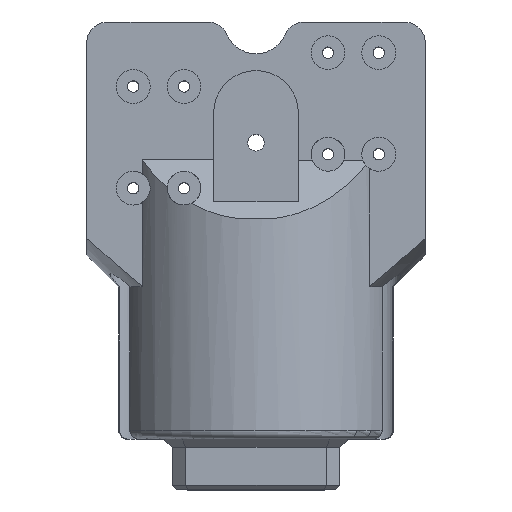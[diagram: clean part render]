
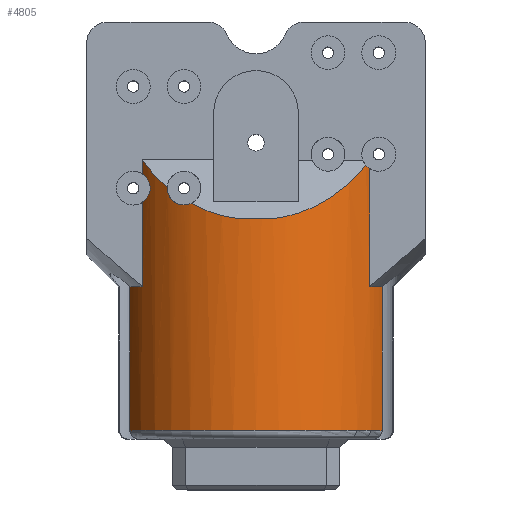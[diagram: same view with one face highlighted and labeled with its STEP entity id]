
A CAD part, top view. The second image highlights one B-rep face of the part: STEP entity #4805.
In plain terms, the highlighted cylindrical face has radius 32.5 mm (diameter 65 mm), a partial arc.
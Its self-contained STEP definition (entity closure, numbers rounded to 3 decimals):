
#665=CARTESIAN_POINT('',(26.892,63.85,18.25));
#666=CARTESIAN_POINT('',(26.786,63.916,18.407));
#667=CARTESIAN_POINT('',(26.572,64.062,18.715));
#668=CARTESIAN_POINT('',(26.251,64.333,19.163));
#669=CARTESIAN_POINT('',(26.043,64.551,19.443));
#670=CARTESIAN_POINT('',(25.941,64.672,19.578));
#672=DIRECTION('',(0.,-1.,0.));
#673=VECTOR('',#672,27.85);
#674=CARTESIAN_POINT('',(26.892,63.85,18.25));
#675=LINE('',#674,#673);
#676=CARTESIAN_POINT('',(0.,36.,0.));
#677=DIRECTION('',(0.,-1.,0.));
#678=DIRECTION('',(0.917,0.,0.399));
#679=AXIS2_PLACEMENT_3D('',#676,#677,#678);
#681=DIRECTION('',(0.,1.,0.));
#682=VECTOR('',#681,34.);
#683=CARTESIAN_POINT('',(29.8,2.,12.97));
#684=LINE('',#683,#682);
#685=CARTESIAN_POINT('',(0.,2.,0.));
#686=DIRECTION('',(0.,-1.,0.));
#687=DIRECTION('',(0.917,0.,0.399));
#688=AXIS2_PLACEMENT_3D('',#685,#686,#687);
#690=DIRECTION('',(0.,1.,0.));
#691=VECTOR('',#690,34.);
#692=CARTESIAN_POINT('',(-29.79,2.,12.992));
#693=LINE('',#692,#691);
#694=CARTESIAN_POINT('',(0.,36.,0.));
#695=DIRECTION('',(0.,-1.,0.));
#696=DIRECTION('',(-0.827,0.,0.562));
#697=AXIS2_PLACEMENT_3D('',#694,#695,#696);
#699=DIRECTION('',(0.,1.,0.));
#700=VECTOR('',#699,19.85);
#701=CARTESIAN_POINT('',(-26.892,36.,18.25));
#702=LINE('',#701,#700);
#703=CARTESIAN_POINT('',(-26.892,62.65,18.25));
#704=CARTESIAN_POINT('',(-26.682,62.519,18.56));
#705=CARTESIAN_POINT('',(-26.287,62.221,19.119));
#706=CARTESIAN_POINT('',(-25.777,61.659,19.799));
#707=CARTESIAN_POINT('',(-25.384,61.012,20.298));
#708=CARTESIAN_POINT('',(-25.123,60.322,20.619));
#709=CARTESIAN_POINT('',(-24.993,59.595,20.775));
#710=CARTESIAN_POINT('',(-24.995,58.886,20.773));
#711=CARTESIAN_POINT('',(-25.129,58.157,20.611));
#712=CARTESIAN_POINT('',(-25.391,57.474,20.289));
#713=CARTESIAN_POINT('',(-25.786,56.829,19.787));
#714=CARTESIAN_POINT('',(-26.291,56.276,19.113));
#715=CARTESIAN_POINT('',(-26.683,55.98,18.558));
#716=CARTESIAN_POINT('',(-26.892,55.85,18.25));
#718=DIRECTION('',(0.,1.,0.));
#719=VECTOR('',#718,3.35);
#720=CARTESIAN_POINT('',(-26.892,62.65,18.25));
#721=LINE('',#720,#719);
#722=CARTESIAN_POINT('',(-17.,55.25,27.699));
#723=CARTESIAN_POINT('',(-17.281,55.25,27.527));
#724=CARTESIAN_POINT('',(-17.821,55.308,27.184));
#725=CARTESIAN_POINT('',(-18.57,55.544,26.677));
#726=CARTESIAN_POINT('',(-19.244,55.91,26.194));
#727=CARTESIAN_POINT('',(-19.839,56.397,25.745));
#728=CARTESIAN_POINT('',(-20.342,57.004,25.349));
#729=CARTESIAN_POINT('',(-20.731,57.727,25.03));
#730=CARTESIAN_POINT('',(-20.973,58.565,24.827));
#731=CARTESIAN_POINT('',(-21.01,59.143,24.796));
#732=CARTESIAN_POINT('',(-20.995,59.442,24.808));
#734=CARTESIAN_POINT('',(-15.353,55.605,28.645));
#735=CARTESIAN_POINT('',(-15.58,55.502,28.523));
#736=CARTESIAN_POINT('',(-16.077,55.328,28.25));
#737=CARTESIAN_POINT('',(-16.677,55.25,27.897));
#738=CARTESIAN_POINT('',(-17.,55.25,27.699));
#962=CARTESIAN_POINT('',(-26.892,36.,18.25));
#1065=CARTESIAN_POINT('',(26.892,36.,18.25));
#1782=CARTESIAN_POINT('',(25.941,64.672,19.578));
#1783=CARTESIAN_POINT('',(24.708,63.038,21.212));
#1784=CARTESIAN_POINT('',(21.965,60.04,24.21));
#1785=CARTESIAN_POINT('',(17.034,56.336,27.914));
#1786=CARTESIAN_POINT('',(11.213,53.502,30.748));
#1787=CARTESIAN_POINT('',(6.603,52.322,31.928));
#1788=CARTESIAN_POINT('',(4.023,52.,32.25));
#1790=CARTESIAN_POINT('',(-4.023,52.,32.25));
#1791=CARTESIAN_POINT('',(-6.121,52.262,31.988));
#1792=CARTESIAN_POINT('',(-10.081,53.165,31.085));
#1793=CARTESIAN_POINT('',(-13.655,54.695,29.555));
#1794=CARTESIAN_POINT('',(-15.353,55.605,28.645));
#1829=CARTESIAN_POINT('',(-20.995,59.442,24.808));
#1830=CARTESIAN_POINT('',(-23.363,61.445,22.805));
#1831=CARTESIAN_POINT('',(-25.295,63.646,20.604));
#1832=CARTESIAN_POINT('',(-26.892,66.,18.25));
#1854=CARTESIAN_POINT('',(0.,52.,0.));
#1855=DIRECTION('',(0.,1.,0.));
#1856=DIRECTION('',(-0.124,0.,0.992));
#1857=AXIS2_PLACEMENT_3D('',#1854,#1855,#1856);
#3202=VERTEX_POINT('',#1065);
#3203=VERTEX_POINT('',#962);
#3257=CARTESIAN_POINT('',(29.8,2.,12.97));
#3258=CARTESIAN_POINT('',(29.8,36.,12.97));
#3259=VERTEX_POINT('',#3257);
#3260=VERTEX_POINT('',#3258);
#3265=CARTESIAN_POINT('',(-29.79,2.,12.992));
#3266=CARTESIAN_POINT('',(-29.79,36.,12.992));
#3267=VERTEX_POINT('',#3265);
#3268=VERTEX_POINT('',#3266);
#3559=CARTESIAN_POINT('',(-4.023,52.,32.25));
#3560=CARTESIAN_POINT('',(4.023,52.,32.25));
#3561=VERTEX_POINT('',#3559);
#3562=VERTEX_POINT('',#3560);
#3567=VERTEX_POINT('',#665);
#3568=VERTEX_POINT('',#670);
#3569=VERTEX_POINT('',#734);
#3570=VERTEX_POINT('',#738);
#3571=VERTEX_POINT('',#732);
#3572=VERTEX_POINT('',#703);
#3573=VERTEX_POINT('',#716);
#3577=VERTEX_POINT('',#1832);
#4766=CARTESIAN_POINT('',(0.,0.,0.));
#4767=DIRECTION('',(0.,1.,0.));
#4768=DIRECTION('',(1.,0.,0.));
#4769=AXIS2_PLACEMENT_3D('',#4766,#4767,#4768);
#4770=CYLINDRICAL_SURFACE('',#4769,32.5);
#4772=ORIENTED_EDGE('',*,*,#4771,.F.);
#4774=ORIENTED_EDGE('',*,*,#4773,.T.);
#4776=ORIENTED_EDGE('',*,*,#4775,.F.);
#4778=ORIENTED_EDGE('',*,*,#4777,.F.);
#4780=ORIENTED_EDGE('',*,*,#4779,.T.);
#4782=ORIENTED_EDGE('',*,*,#4781,.T.);
#4784=ORIENTED_EDGE('',*,*,#4783,.F.);
#4786=ORIENTED_EDGE('',*,*,#4785,.T.);
#4788=ORIENTED_EDGE('',*,*,#4787,.F.);
#4790=ORIENTED_EDGE('',*,*,#4789,.T.);
#4792=ORIENTED_EDGE('',*,*,#4791,.F.);
#4794=ORIENTED_EDGE('',*,*,#4793,.F.);
#4796=ORIENTED_EDGE('',*,*,#4795,.F.);
#4798=ORIENTED_EDGE('',*,*,#4797,.F.);
#4800=ORIENTED_EDGE('',*,*,#4799,.T.);
#4802=ORIENTED_EDGE('',*,*,#4801,.F.);
#4803=EDGE_LOOP('',(#4772,#4774,#4776,#4778,#4780,#4782,#4784,#4786,#4788,#4790,
#4792,#4794,#4796,#4798,#4800,#4802));
#4804=FACE_OUTER_BOUND('',#4803,.F.);
#4805=ADVANCED_FACE('',(#4804),#4770,.T.);
#671=B_SPLINE_CURVE_WITH_KNOTS('',3,(#665,#666,#667,#668,#669,#670),
.UNSPECIFIED.,.F.,.F.,(4,1,1,4),(0.,0.333,0.667,1.),
.UNSPECIFIED.);
#680=CIRCLE('',#679,32.5);
#689=CIRCLE('',#688,32.5);
#698=CIRCLE('',#697,32.5);
#717=B_SPLINE_CURVE_WITH_KNOTS('',3,(#703,#704,#705,#706,#707,#708,#709,#710,
#711,#712,#713,#714,#715,#716),.UNSPECIFIED.,.F.,.F.,(4,1,1,1,1,1,1,1,1,1,1,4),(
0.,0.091,0.182,0.273,0.364,
0.455,0.545,0.636,0.727,
0.818,0.909,1.),.UNSPECIFIED.);
#733=B_SPLINE_CURVE_WITH_KNOTS('',3,(#722,#723,#724,#725,#726,#727,#728,#729,
#730,#731,#732),.UNSPECIFIED.,.F.,.F.,(4,1,1,1,1,1,1,1,4),(0.,0.125,0.25,
0.375,0.5,0.625,0.75,0.875,1.),.UNSPECIFIED.);
#739=B_SPLINE_CURVE_WITH_KNOTS('',3,(#734,#735,#736,#737,#738),.UNSPECIFIED.,
.F.,.F.,(4,1,4),(0.,0.5,1.),.UNSPECIFIED.);
#1789=B_SPLINE_CURVE_WITH_KNOTS('',3,(#1782,#1783,#1784,#1785,#1786,#1787,
#1788),.UNSPECIFIED.,.F.,.F.,(4,1,1,1,4),(0.,0.25,0.5,0.75,1.),
.UNSPECIFIED.);
#1795=B_SPLINE_CURVE_WITH_KNOTS('',3,(#1790,#1791,#1792,#1793,#1794),
.UNSPECIFIED.,.F.,.F.,(4,1,4),(0.,0.5,1.),.UNSPECIFIED.);
#1833=B_SPLINE_CURVE_WITH_KNOTS('',3,(#1829,#1830,#1831,#1832),.UNSPECIFIED.,
.F.,.F.,(4,4),(0.,1.),.UNSPECIFIED.);
#1858=CIRCLE('',#1857,32.5);
#4771=EDGE_CURVE('',#3567,#3568,#671,.T.);
#4773=EDGE_CURVE('',#3567,#3202,#675,.T.);
#4775=EDGE_CURVE('',#3260,#3202,#680,.T.);
#4777=EDGE_CURVE('',#3259,#3260,#684,.T.);
#4779=EDGE_CURVE('',#3259,#3267,#689,.T.);
#4781=EDGE_CURVE('',#3267,#3268,#693,.T.);
#4783=EDGE_CURVE('',#3203,#3268,#698,.T.);
#4785=EDGE_CURVE('',#3203,#3573,#702,.T.);
#4787=EDGE_CURVE('',#3572,#3573,#717,.T.);
#4789=EDGE_CURVE('',#3572,#3577,#721,.T.);
#4791=EDGE_CURVE('',#3571,#3577,#1833,.T.);
#4793=EDGE_CURVE('',#3570,#3571,#733,.T.);
#4795=EDGE_CURVE('',#3569,#3570,#739,.T.);
#4797=EDGE_CURVE('',#3561,#3569,#1795,.T.);
#4799=EDGE_CURVE('',#3561,#3562,#1858,.T.);
#4801=EDGE_CURVE('',#3568,#3562,#1789,.T.);
